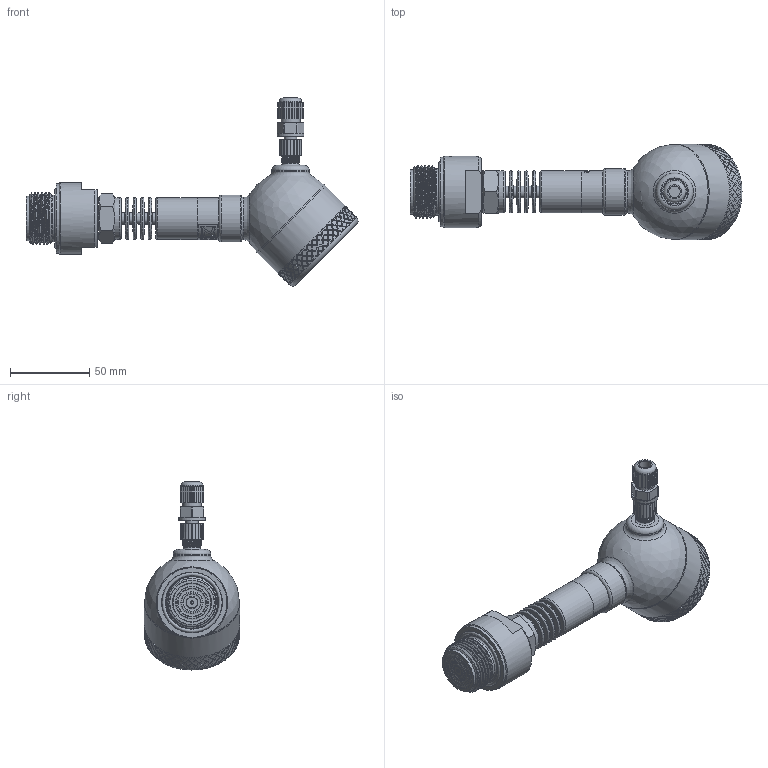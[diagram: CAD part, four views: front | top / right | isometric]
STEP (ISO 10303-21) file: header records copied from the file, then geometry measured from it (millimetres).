
FILE_DESCRIPTION(/* description */ (''),/* implementation_level */ '2;1');
FILE_NAME(/* name */ 'APZ3420mFH_G1DIN-flush_radiator_3_display.step',/* time_stamp */ '2021-07-07T15:46:39+03:00',/* author */ (''),/* organization */ (''),/* preprocessor_version */ 'ST-DEVELOPER v18.1',/* originating_system */ 'Autodesk Translation Framework v10.9.0.1377',/* authorisation */ '');
FILE_SCHEMA (('AUTOMOTIVE_DESIGN { 1 0 10303 214 3 1 1 }'));
Length unit declared in the file: millimetre
Products named in the file (9): АПЗ420М-полевойкорпус-
заполненный; Заполненный полевой 
корпус v13; Cover for display; Display; Main body; M12x1 adapter; M12x1 female straight v9; G1\4EN radiator; G1DIN diaphragm 28 v7
Assembly tree (8 placements, depth 3):
  АПЗ420М-полевойкорпус-
заполненный
    Заполненный полевой 
корпус v13
      Cover for display
      Display
      Main body
      M12x1 adapter
      M12x1 female straight v9
    G1\4EN radiator
    G1DIN diaphragm 28 v7
Bounding box: 209.48 x 60.1 x 118.64 mm (x, y, z)
Volume: 287066.9 mm3; surface area: 66837.5 mm2
Topology: 18 solids, 18 shells, 1861 faces, 4699 edges, 3092 vertices
Faces by surface type: bspline 1001, plane 396, cylinder 358, torus 55, cone 50, sphere 1
Full cylindrical faces by diameter (mm): 1 x4, 2 x1, 3.3 x1, 4 x1, 5 x7, 7.3 x1, 7.5 x5, 8 x3, 9.3 x1, 9.5 x2, 10.293 x1, 10.5 x2, 10.741 x7, 11 x1, 11.445 x5, 11.884 x6, 12 x1, 13.157 x9, 14 x1, 17 x1, 19.7 x1, 21.6 x1, 21.767 x1, 22.4 x1, 23.6 x1, 24.5 x2, 26.5 x3, 28 x1, 29.5 x2, 30.291 x5
Entity records: 84573 total; most frequent: CARTESIAN_POINT 47346, ORIENTED_EDGE 9394, EDGE_CURVE 4697, DIRECTION 4364, VERTEX_POINT 3092, B_SPLINE_CURVE_WITH_KNOTS 2780, EDGE_LOOP 2119, FACE_OUTER_BOUND 1861
